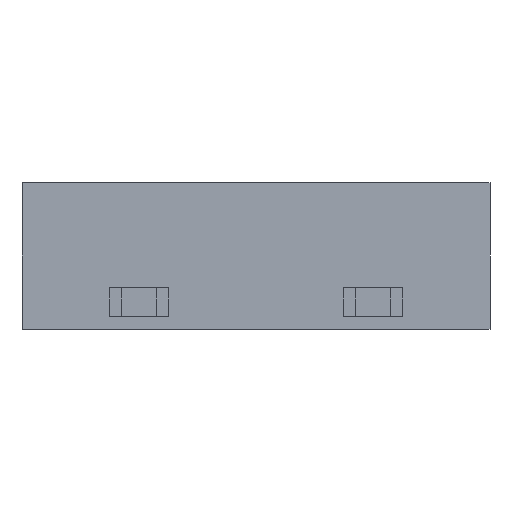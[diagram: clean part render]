
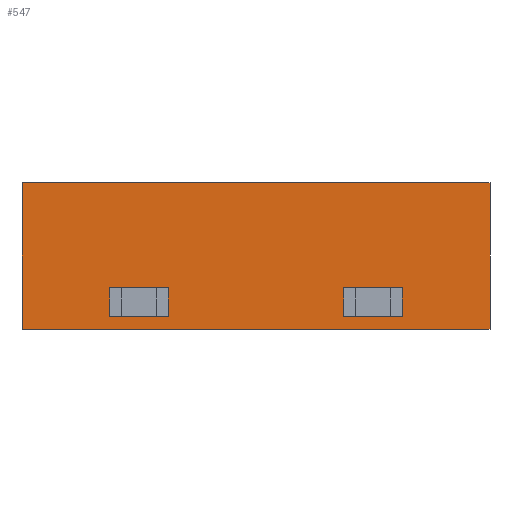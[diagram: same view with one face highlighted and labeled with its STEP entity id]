
A CAD part, front view. The second image highlights one B-rep face of the part: STEP entity #547.
In plain terms, the highlighted planar face has unit normal (0, -1, 0).
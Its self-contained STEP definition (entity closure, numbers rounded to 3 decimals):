
#30=FACE_OUTER_BOUND('',#63,.T.);
#63=EDGE_LOOP('',(#376,#377,#378,#379));
#97=LINE('',#767,#169);
#105=LINE('',#782,#177);
#106=LINE('',#784,#178);
#107=LINE('',#785,#179);
#169=VECTOR('',#622,3.18);
#177=VECTOR('',#634,3.18);
#178=VECTOR('',#637,10.16);
#179=VECTOR('',#638,10.16);
#241=VERTEX_POINT('',#764);
#242=VERTEX_POINT('',#766);
#246=VERTEX_POINT('',#778);
#247=VERTEX_POINT('',#780);
#291=EDGE_CURVE('',#241,#242,#97,.T.);
#299=EDGE_CURVE('',#246,#247,#105,.T.);
#300=EDGE_CURVE('',#241,#246,#106,.T.);
#301=EDGE_CURVE('',#242,#247,#107,.T.);
#376=ORIENTED_EDGE('',*,*,#300,.T.);
#377=ORIENTED_EDGE('',*,*,#299,.T.);
#378=ORIENTED_EDGE('',*,*,#301,.F.);
#379=ORIENTED_EDGE('',*,*,#291,.F.);
#515=PLANE('',#585);
#547=ADVANCED_FACE('',(#30),#515,.T.);
#585=AXIS2_PLACEMENT_3D('',#783,#635,#636);
#622=DIRECTION('',(0.,0.,1.));
#634=DIRECTION('',(0.,0.,1.));
#635=DIRECTION('center_axis',(0.,-1.,0.));
#636=DIRECTION('ref_axis',(1.,0.,0.));
#637=DIRECTION('',(1.,0.,0.));
#638=DIRECTION('',(1.,0.,0.));
#764=CARTESIAN_POINT('',(0.,0.,0.));
#766=CARTESIAN_POINT('',(0.,0.,3.18));
#767=CARTESIAN_POINT('',(0.,0.,0.));
#778=CARTESIAN_POINT('',(10.16,0.,0.));
#780=CARTESIAN_POINT('',(10.16,0.,3.18));
#782=CARTESIAN_POINT('',(10.16,0.,0.));
#783=CARTESIAN_POINT('Origin',(0.,0.,0.));
#784=CARTESIAN_POINT('',(0.,0.,0.));
#785=CARTESIAN_POINT('',(0.,0.,3.18));
